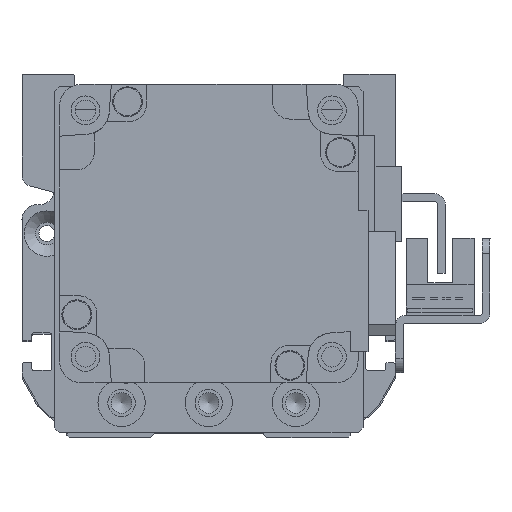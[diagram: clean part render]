
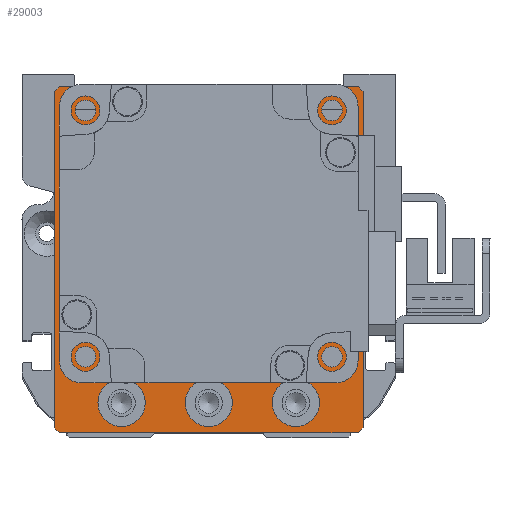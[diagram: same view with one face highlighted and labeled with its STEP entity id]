
A CAD part, left-side view. The second image highlights one B-rep face of the part: STEP entity #29003.
In plain terms, the highlighted face is planar.
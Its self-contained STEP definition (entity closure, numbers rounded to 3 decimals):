
#1070=FACE_BOUND('',#5244,.T.);
#1071=FACE_BOUND('',#5245,.T.);
#1072=FACE_BOUND('',#5246,.T.);
#1073=FACE_BOUND('',#5247,.T.);
#1074=FACE_BOUND('',#5248,.T.);
#1075=FACE_BOUND('',#5249,.T.);
#1076=FACE_BOUND('',#5250,.T.);
#1077=FACE_BOUND('',#5251,.T.);
#1815=PLANE('',#32571);
#3289=FACE_OUTER_BOUND('',#5243,.T.);
#5243=EDGE_LOOP('',(#25709,#25710,#25711,#25712,#25713,#25714,#25715,#25716));
#5244=EDGE_LOOP('',(#25717));
#5245=EDGE_LOOP('',(#25718));
#5246=EDGE_LOOP('',(#25719));
#5247=EDGE_LOOP('',(#25720));
#5248=EDGE_LOOP('',(#25721));
#5249=EDGE_LOOP('',(#25722));
#5250=EDGE_LOOP('',(#25723));
#5251=EDGE_LOOP('',(#25724));
#7531=LINE('',#50090,#9870);
#7534=LINE('',#50095,#9873);
#7536=LINE('',#50099,#9875);
#7538=LINE('',#50103,#9877);
#7540=LINE('',#50108,#9879);
#7542=LINE('',#50111,#9881);
#7543=LINE('',#50113,#9882);
#7544=LINE('',#50114,#9883);
#9870=VECTOR('',#40647,10.);
#9873=VECTOR('',#40652,10.);
#9875=VECTOR('',#40656,10.);
#9877=VECTOR('',#40660,10.);
#9879=VECTOR('',#40664,10.);
#9881=VECTOR('',#40668,10.);
#9882=VECTOR('',#40669,10.);
#9883=VECTOR('',#40670,10.);
#11732=CIRCLE('',#32572,25.);
#11733=CIRCLE('',#32573,2.067);
#11734=CIRCLE('',#32574,2.067);
#11735=CIRCLE('',#32575,2.067);
#11736=CIRCLE('',#32576,2.067);
#11737=CIRCLE('',#32577,4.75);
#11738=CIRCLE('',#32578,4.75);
#11739=CIRCLE('',#32579,4.75);
#14238=VERTEX_POINT('',#50087);
#14239=VERTEX_POINT('',#50089);
#14240=VERTEX_POINT('',#50093);
#14241=VERTEX_POINT('',#50097);
#14242=VERTEX_POINT('',#50101);
#14243=VERTEX_POINT('',#50105);
#14244=VERTEX_POINT('',#50107);
#14245=VERTEX_POINT('',#50112);
#14246=VERTEX_POINT('',#50115);
#14247=VERTEX_POINT('',#50117);
#14248=VERTEX_POINT('',#50119);
#14249=VERTEX_POINT('',#50121);
#14250=VERTEX_POINT('',#50123);
#14251=VERTEX_POINT('',#50125);
#14252=VERTEX_POINT('',#50127);
#14253=VERTEX_POINT('',#50129);
#18131=EDGE_CURVE('',#14238,#14239,#7531,.T.);
#18134=EDGE_CURVE('',#14238,#14240,#7534,.T.);
#18136=EDGE_CURVE('',#14241,#14240,#7536,.T.);
#18138=EDGE_CURVE('',#14241,#14242,#7538,.T.);
#18140=EDGE_CURVE('',#14243,#14244,#7540,.T.);
#18142=EDGE_CURVE('',#14243,#14239,#7542,.T.);
#18143=EDGE_CURVE('',#14245,#14242,#7543,.T.);
#18144=EDGE_CURVE('',#14245,#14244,#7544,.T.);
#18145=EDGE_CURVE('',#14246,#14246,#11732,.T.);
#18146=EDGE_CURVE('',#14247,#14247,#11733,.T.);
#18147=EDGE_CURVE('',#14248,#14248,#11734,.T.);
#18148=EDGE_CURVE('',#14249,#14249,#11735,.T.);
#18149=EDGE_CURVE('',#14250,#14250,#11736,.T.);
#18150=EDGE_CURVE('',#14251,#14251,#11737,.T.);
#18151=EDGE_CURVE('',#14252,#14252,#11738,.T.);
#18152=EDGE_CURVE('',#14253,#14253,#11739,.T.);
#25709=ORIENTED_EDGE('',*,*,#18140,.F.);
#25710=ORIENTED_EDGE('',*,*,#18142,.T.);
#25711=ORIENTED_EDGE('',*,*,#18131,.F.);
#25712=ORIENTED_EDGE('',*,*,#18134,.T.);
#25713=ORIENTED_EDGE('',*,*,#18136,.F.);
#25714=ORIENTED_EDGE('',*,*,#18138,.T.);
#25715=ORIENTED_EDGE('',*,*,#18143,.F.);
#25716=ORIENTED_EDGE('',*,*,#18144,.T.);
#25717=ORIENTED_EDGE('',*,*,#18145,.T.);
#25718=ORIENTED_EDGE('',*,*,#18146,.T.);
#25719=ORIENTED_EDGE('',*,*,#18147,.T.);
#25720=ORIENTED_EDGE('',*,*,#18148,.T.);
#25721=ORIENTED_EDGE('',*,*,#18149,.T.);
#25722=ORIENTED_EDGE('',*,*,#18150,.T.);
#25723=ORIENTED_EDGE('',*,*,#18151,.T.);
#25724=ORIENTED_EDGE('',*,*,#18152,.T.);
#29003=ADVANCED_FACE('',(#3289,#1070,#1071,#1072,#1073,#1074,#1075,#1076,
#1077),#1815,.T.);
#32571=AXIS2_PLACEMENT_3D('',#50110,#40666,#40667);
#32572=AXIS2_PLACEMENT_3D('',#50116,#40671,#40672);
#32573=AXIS2_PLACEMENT_3D('',#50118,#40673,#40674);
#32574=AXIS2_PLACEMENT_3D('',#50120,#40675,#40676);
#32575=AXIS2_PLACEMENT_3D('',#50122,#40677,#40678);
#32576=AXIS2_PLACEMENT_3D('',#50124,#40679,#40680);
#32577=AXIS2_PLACEMENT_3D('',#50126,#40681,#40682);
#32578=AXIS2_PLACEMENT_3D('',#50128,#40683,#40684);
#32579=AXIS2_PLACEMENT_3D('',#50130,#40685,#40686);
#40647=DIRECTION('',(-0.707,-0.707,0.));
#40652=DIRECTION('',(0.,1.,0.));
#40656=DIRECTION('',(0.707,-0.707,0.));
#40660=DIRECTION('',(-1.,0.,0.));
#40664=DIRECTION('',(-0.707,0.707,0.));
#40666=DIRECTION('center_axis',(0.,0.,1.));
#40667=DIRECTION('ref_axis',(1.,0.,0.));
#40668=DIRECTION('',(1.,0.,0.));
#40669=DIRECTION('',(0.707,0.707,0.));
#40670=DIRECTION('',(0.,-1.,0.));
#40671=DIRECTION('center_axis',(0.,0.,-1.));
#40672=DIRECTION('ref_axis',(1.,0.,0.));
#40673=DIRECTION('center_axis',(0.,0.,-1.));
#40674=DIRECTION('ref_axis',(1.,0.,0.));
#40675=DIRECTION('center_axis',(0.,0.,-1.));
#40676=DIRECTION('ref_axis',(1.,0.,0.));
#40677=DIRECTION('center_axis',(0.,0.,-1.));
#40678=DIRECTION('ref_axis',(1.,0.,0.));
#40679=DIRECTION('center_axis',(0.,0.,-1.));
#40680=DIRECTION('ref_axis',(1.,0.,0.));
#40681=DIRECTION('center_axis',(0.,0.,-1.));
#40682=DIRECTION('ref_axis',(1.,0.,0.));
#40683=DIRECTION('center_axis',(0.,0.,-1.));
#40684=DIRECTION('ref_axis',(1.,0.,0.));
#40685=DIRECTION('center_axis',(0.,0.,-1.));
#40686=DIRECTION('ref_axis',(1.,0.,0.));
#50087=CARTESIAN_POINT('',(31.,-33.75,59.));
#50089=CARTESIAN_POINT('',(30.,-34.75,59.));
#50090=CARTESIAN_POINT('',(31.438,-33.313,59.));
#50093=CARTESIAN_POINT('',(31.,33.75,59.));
#50095=CARTESIAN_POINT('',(31.,-34.75,59.));
#50097=CARTESIAN_POINT('',(30.,34.75,59.));
#50099=CARTESIAN_POINT('',(31.438,33.313,59.));
#50101=CARTESIAN_POINT('',(-30.,34.75,59.));
#50103=CARTESIAN_POINT('',(31.,34.75,59.));
#50105=CARTESIAN_POINT('',(-30.,-34.75,59.));
#50107=CARTESIAN_POINT('',(-31.,-33.75,59.));
#50108=CARTESIAN_POINT('',(-31.438,-33.313,59.));
#50110=CARTESIAN_POINT('Origin',(0.,0.,
59.));
#50111=CARTESIAN_POINT('',(-31.,-34.75,59.));
#50112=CARTESIAN_POINT('',(-31.,33.75,59.));
#50113=CARTESIAN_POINT('',(-31.438,33.313,59.));
#50114=CARTESIAN_POINT('',(-31.,34.75,59.));
#50115=CARTESIAN_POINT('',(-25.,5.25,59.));
#50116=CARTESIAN_POINT('Origin',(0.,5.25,59.));
#50117=CARTESIAN_POINT('',(22.682,-19.499,59.));
#50118=CARTESIAN_POINT('Origin',(24.749,-19.499,59.));
#50119=CARTESIAN_POINT('',(22.682,29.999,59.));
#50120=CARTESIAN_POINT('Origin',(24.749,29.999,59.));
#50121=CARTESIAN_POINT('',(-26.816,29.999,59.));
#50122=CARTESIAN_POINT('Origin',(-24.749,29.999,59.));
#50123=CARTESIAN_POINT('',(-26.816,-19.499,59.));
#50124=CARTESIAN_POINT('Origin',(-24.749,-19.499,59.));
#50125=CARTESIAN_POINT('',(12.75,-28.75,59.));
#50126=CARTESIAN_POINT('Origin',(17.5,-28.75,59.));
#50127=CARTESIAN_POINT('',(-4.75,-28.75,59.));
#50128=CARTESIAN_POINT('Origin',(0.,-28.75,59.));
#50129=CARTESIAN_POINT('',(-22.25,-28.75,59.));
#50130=CARTESIAN_POINT('Origin',(-17.5,-28.75,59.));
